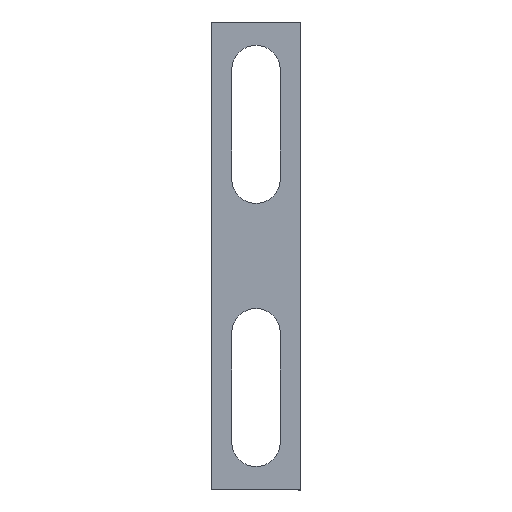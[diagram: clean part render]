
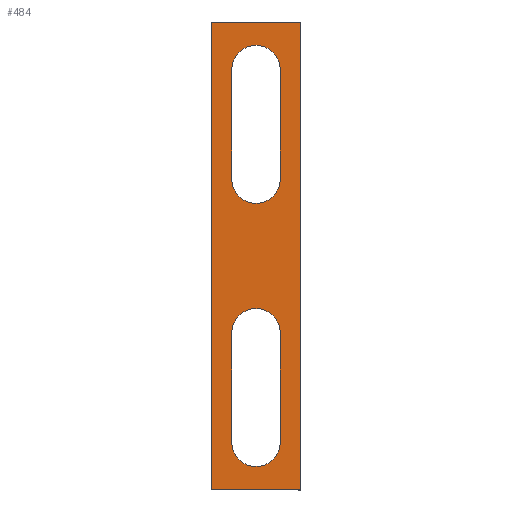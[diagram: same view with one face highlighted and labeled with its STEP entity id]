
A CAD part, top view. The second image highlights one B-rep face of the part: STEP entity #484.
In plain terms, the highlighted planar face has unit normal (0, 0, 1).
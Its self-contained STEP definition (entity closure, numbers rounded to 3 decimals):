
#17=FACE_BOUND('',#87,.T.);
#18=FACE_BOUND('',#88,.T.);
#36=PLANE('',#543);
#60=FACE_OUTER_BOUND('',#86,.T.);
#86=EDGE_LOOP('',(#413,#414,#415,#416));
#87=EDGE_LOOP('',(#417,#418,#419,#420));
#88=EDGE_LOOP('',(#421,#422,#423,#424));
#99=LINE('',#688,#153);
#103=LINE('',#699,#157);
#107=LINE('',#712,#161);
#111=LINE('',#723,#165);
#132=LINE('',#767,#186);
#145=LINE('',#801,#199);
#146=LINE('',#802,#200);
#147=LINE('',#803,#201);
#153=VECTOR('',#560,10.);
#157=VECTOR('',#572,10.);
#161=VECTOR('',#584,10.);
#165=VECTOR('',#596,10.);
#186=VECTOR('',#627,10.);
#199=VECTOR('',#662,10.);
#200=VECTOR('',#663,10.);
#201=VECTOR('',#664,10.);
#205=CIRCLE('',#513,23.);
#207=CIRCLE('',#517,23.);
#209=CIRCLE('',#521,23.);
#211=CIRCLE('',#525,23.);
#217=VERTEX_POINT('',#678);
#218=VERTEX_POINT('',#679);
#221=VERTEX_POINT('',#687);
#223=VERTEX_POINT('',#693);
#225=VERTEX_POINT('',#702);
#226=VERTEX_POINT('',#703);
#229=VERTEX_POINT('',#711);
#231=VERTEX_POINT('',#717);
#249=VERTEX_POINT('',#764);
#250=VERTEX_POINT('',#766);
#259=VERTEX_POINT('',#799);
#260=VERTEX_POINT('',#800);
#261=EDGE_CURVE('',#217,#218,#205,.T.);
#265=EDGE_CURVE('',#221,#217,#99,.T.);
#268=EDGE_CURVE('',#223,#221,#207,.T.);
#271=EDGE_CURVE('',#218,#223,#103,.T.);
#273=EDGE_CURVE('',#225,#226,#209,.T.);
#277=EDGE_CURVE('',#229,#225,#107,.T.);
#280=EDGE_CURVE('',#231,#229,#211,.T.);
#283=EDGE_CURVE('',#226,#231,#111,.T.);
#304=EDGE_CURVE('',#249,#250,#132,.T.);
#321=EDGE_CURVE('',#259,#260,#145,.T.);
#322=EDGE_CURVE('',#259,#250,#146,.T.);
#323=EDGE_CURVE('',#249,#260,#147,.T.);
#413=ORIENTED_EDGE('',*,*,#321,.F.);
#414=ORIENTED_EDGE('',*,*,#322,.T.);
#415=ORIENTED_EDGE('',*,*,#304,.F.);
#416=ORIENTED_EDGE('',*,*,#323,.T.);
#417=ORIENTED_EDGE('',*,*,#261,.T.);
#418=ORIENTED_EDGE('',*,*,#271,.T.);
#419=ORIENTED_EDGE('',*,*,#268,.T.);
#420=ORIENTED_EDGE('',*,*,#265,.T.);
#421=ORIENTED_EDGE('',*,*,#273,.T.);
#422=ORIENTED_EDGE('',*,*,#283,.T.);
#423=ORIENTED_EDGE('',*,*,#280,.T.);
#424=ORIENTED_EDGE('',*,*,#277,.T.);
#484=ADVANCED_FACE('',(#60,#17,#18),#36,.T.);
#513=AXIS2_PLACEMENT_3D('',#680,#552,#553);
#517=AXIS2_PLACEMENT_3D('',#694,#565,#566);
#521=AXIS2_PLACEMENT_3D('',#704,#576,#577);
#525=AXIS2_PLACEMENT_3D('',#718,#589,#590);
#543=AXIS2_PLACEMENT_3D('',#798,#660,#661);
#552=DIRECTION('center_axis',(0.,0.,-1.));
#553=DIRECTION('ref_axis',(1.,0.,0.));
#560=DIRECTION('',(0.,1.,0.));
#565=DIRECTION('center_axis',(0.,0.,-1.));
#566=DIRECTION('ref_axis',(-1.,0.,0.));
#572=DIRECTION('',(0.,-1.,0.));
#576=DIRECTION('center_axis',(0.,0.,-1.));
#577=DIRECTION('ref_axis',(-1.,0.,0.));
#584=DIRECTION('',(0.,-1.,0.));
#589=DIRECTION('center_axis',(0.,0.,-1.));
#590=DIRECTION('ref_axis',(1.,0.,0.));
#596=DIRECTION('',(0.,1.,0.));
#627=DIRECTION('',(-1.,0.,0.));
#660=DIRECTION('center_axis',(0.,0.,1.));
#661=DIRECTION('ref_axis',(1.,0.,0.));
#662=DIRECTION('',(1.,0.,0.));
#663=DIRECTION('',(0.,-1.,0.));
#664=DIRECTION('',(0.,1.,0.));
#678=CARTESIAN_POINT('',(-23.,177.,2.));
#679=CARTESIAN_POINT('',(23.,177.,2.));
#680=CARTESIAN_POINT('Origin',(0.,177.,2.));
#687=CARTESIAN_POINT('',(-23.,73.,2.));
#688=CARTESIAN_POINT('',(-23.,36.5,2.));
#693=CARTESIAN_POINT('',(23.,73.,2.));
#694=CARTESIAN_POINT('Origin',(0.,73.,2.));
#699=CARTESIAN_POINT('',(23.,88.5,2.));
#702=CARTESIAN_POINT('',(23.,-177.,2.));
#703=CARTESIAN_POINT('',(-23.,-177.,2.));
#704=CARTESIAN_POINT('Origin',(0.,-177.,2.));
#711=CARTESIAN_POINT('',(23.,-73.,2.));
#712=CARTESIAN_POINT('',(23.,-36.5,2.));
#717=CARTESIAN_POINT('',(-23.,-73.,2.));
#718=CARTESIAN_POINT('Origin',(0.,-73.,2.));
#723=CARTESIAN_POINT('',(-23.,-88.5,2.));
#764=CARTESIAN_POINT('',(42.5,-222.25,2.));
#766=CARTESIAN_POINT('',(-42.5,-222.25,2.));
#767=CARTESIAN_POINT('',(-42.5,-222.25,2.));
#798=CARTESIAN_POINT('Origin',(0.,0.,2.));
#799=CARTESIAN_POINT('',(-42.5,222.25,2.));
#800=CARTESIAN_POINT('',(42.5,222.25,2.));
#801=CARTESIAN_POINT('',(42.5,222.25,2.));
#802=CARTESIAN_POINT('',(-42.5,0.,2.));
#803=CARTESIAN_POINT('',(42.5,0.,2.));
